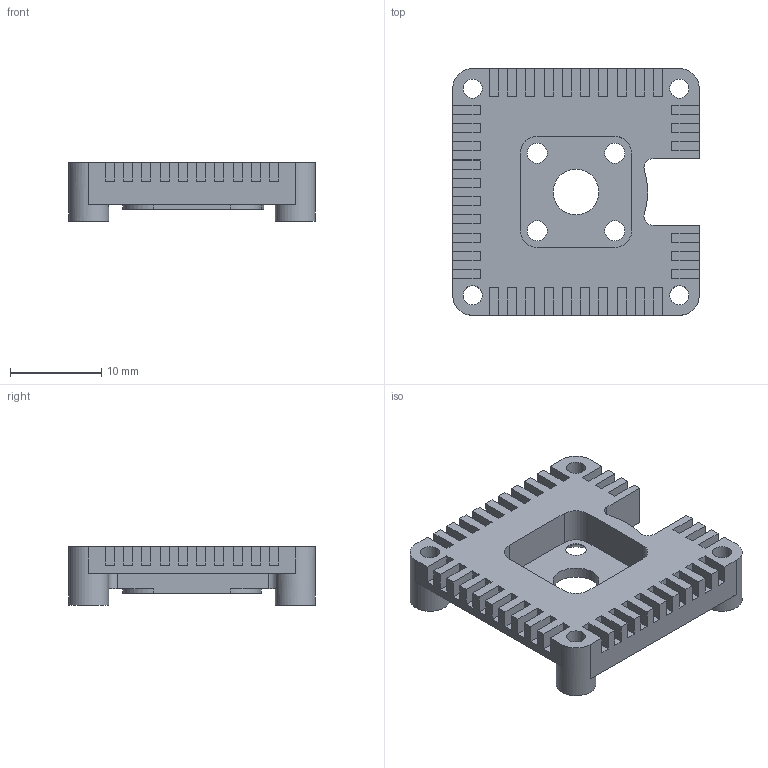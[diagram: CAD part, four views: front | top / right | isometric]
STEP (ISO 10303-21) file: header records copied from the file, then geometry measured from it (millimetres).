
FILE_DESCRIPTION(/* description */ (''),/* implementation_level */ '2;1');
FILE_NAME(/* name */ 'greenmount.step',/* time_stamp */ '2024-01-02T23:18:46-05:00',/* author */ (''),/* organization */ (''),/* preprocessor_version */ 'ST-DEVELOPER v20',/* originating_system */ 'Autodesk Translation Framework v12.14.0.127',/* authorisation */ '');
FILE_SCHEMA (('AUTOMOTIVE_DESIGN { 1 0 10303 214 3 1 1 }'));
Length unit declared in the file: millimetre
Products named in the file (1): FusionComponent
Bounding box: 27 x 27 x 6.4 mm (x, y, z)
Volume: 2232.2 mm3; surface area: 2760.5 mm2
Topology: 1 solids, 1 shells, 204 faces, 598 edges, 397 vertices
Faces by surface type: plane 170, cylinder 30, cone 4
Full cylindrical faces by diameter (mm): 2.1 x4, 2.2 x4, 4.373 x3, 5 x1
Entity records: 6772 total; most frequent: CARTESIAN_POINT 1200, ORIENTED_EDGE 1196, DIRECTION 1082, EDGE_CURVE 598, LINE 524, VECTOR 524, VERTEX_POINT 397, AXIS2_PLACEMENT_3D 279
